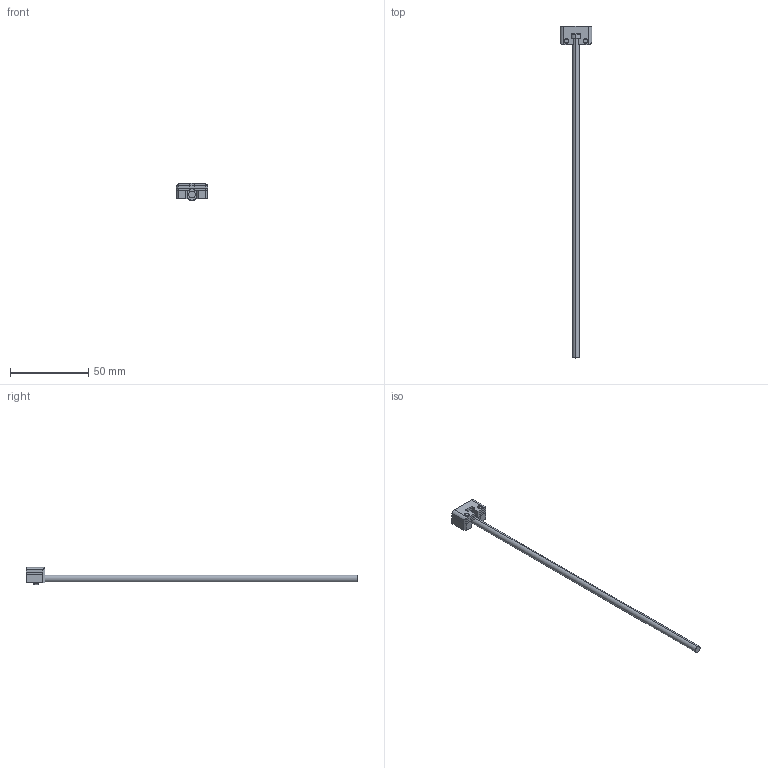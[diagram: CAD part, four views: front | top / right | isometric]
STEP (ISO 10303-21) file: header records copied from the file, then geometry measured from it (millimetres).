
FILE_DESCRIPTION (( 'STEP AP203' ), '1' );
FILE_NAME ('d86d.STEP', '2023-01-11T08:44:05', ( '' ), ( '' ), 'SwSTEP 2.0', 'SolidWorks 2019', '' );
FILE_SCHEMA (( 'CONFIG_CONTROL_DESIGN' ));
Length unit declared in the file: millimetre
Products named in the file (6): d86d; Lamela_Radius 699f2a184bf970a21c9f7be28e328270; Pin_20 699f2a184bf970a21c9f7be28e328270; Lamela 699f2a184bf970a21c9f7be28e328270; Bolt 699f2a184bf970a21c9f7be28e328270; Lamellar_Gas_Vent_ISGL20C 699f2a184bf970a21c9f7be28e328270
Assembly tree (6 placements, depth 2):
  d86d
    Lamellar_Gas_Vent_ISGL20C 699f2a184bf970a21c9f7be28e328270
    Bolt 699f2a184bf970a21c9f7be28e328270
    Lamela_Radius 699f2a184bf970a21c9f7be28e328270
    Lamela 699f2a184bf970a21c9f7be28e328270
    Pin_20 699f2a184bf970a21c9f7be28e328270  x2
Bounding box: 20 x 212 x 10.89 mm (x, y, z)
Volume: 4945.3 mm3; surface area: 5567.7 mm2
Topology: 7 solids, 7 shells, 126 faces, 321 edges, 210 vertices
Faces by surface type: plane 69, cylinder 45, cone 12
Entity records: 4315 total; most frequent: DIRECTION 653, CARTESIAN_POINT 642, ORIENTED_EDGE 614, EDGE_CURVE 307, AXIS2_PLACEMENT_3D 221, VECTOR 211, LINE 211, VERTEX_POINT 202
